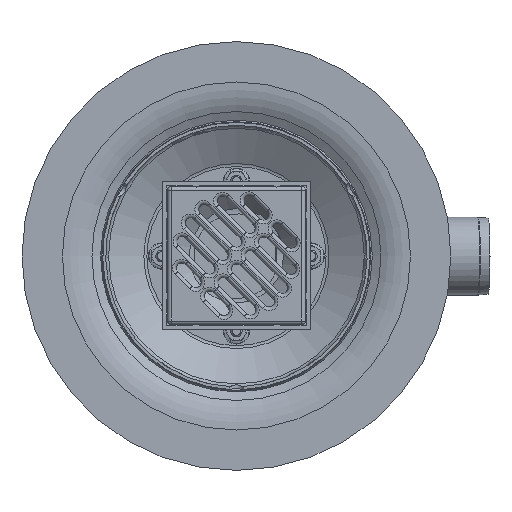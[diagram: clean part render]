
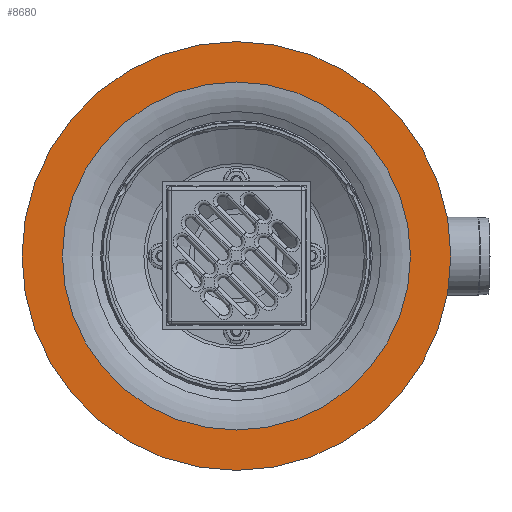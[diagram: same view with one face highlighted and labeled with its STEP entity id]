
A CAD part, top view. The second image highlights one B-rep face of the part: STEP entity #8680.
In plain terms, the highlighted planar face has unit normal (0, 0, 1).
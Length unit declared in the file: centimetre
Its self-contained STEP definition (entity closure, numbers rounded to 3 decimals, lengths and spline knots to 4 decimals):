
#394=FACE_BOUND('',#1284,.T.);
#487=PLANE('',#9310);
#688=FACE_OUTER_BOUND('',#1283,.T.);
#1283=EDGE_LOOP('',(#5879));
#1284=EDGE_LOOP('',(#5880));
#3087=CIRCLE('',#9281,146.);
#3104=CIRCLE('',#9308,118.5);
#3713=VERTEX_POINT('',#13529);
#3727=VERTEX_POINT('',#13574);
#4514=EDGE_CURVE('',#3713,#3713,#3087,.T.);
#4534=EDGE_CURVE('',#3727,#3727,#3104,.T.);
#5879=ORIENTED_EDGE('',*,*,#4514,.F.);
#5880=ORIENTED_EDGE('',*,*,#4534,.T.);
#8680=ADVANCED_FACE('',(#688,#394),#487,.T.);
#9281=AXIS2_PLACEMENT_3D('',#13531,#10512,#10513);
#9308=AXIS2_PLACEMENT_3D('',#13575,#10569,#10570);
#9310=AXIS2_PLACEMENT_3D('',#13577,#10573,#10574);
#10512=DIRECTION('center_axis',(0.,0.,-1.));
#10513=DIRECTION('ref_axis',(1.,0.,0.));
#10569=DIRECTION('center_axis',(0.,0.,-1.));
#10570=DIRECTION('ref_axis',(1.,0.,0.));
#10573=DIRECTION('center_axis',(0.,0.,1.));
#10574=DIRECTION('ref_axis',(0.,-1.,0.));
#13529=CARTESIAN_POINT('',(325.363,170.9954,49.4324));
#13531=CARTESIAN_POINT('Origin',(179.363,170.9954,49.4324));
#13574=CARTESIAN_POINT('',(179.363,52.4954,49.4324));
#13575=CARTESIAN_POINT('Origin',(179.363,170.9954,49.4324));
#13577=CARTESIAN_POINT('Origin',(33.363,170.9954,49.4324));
